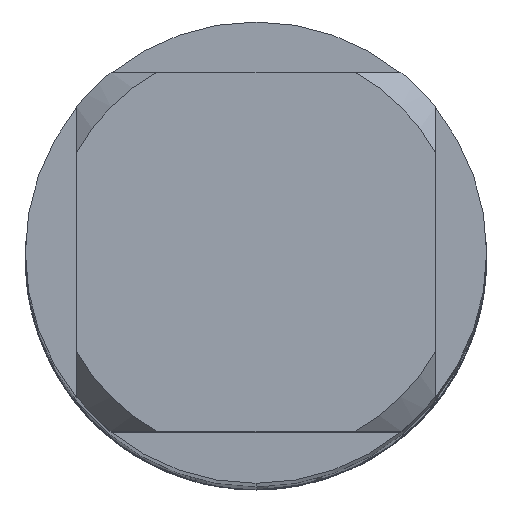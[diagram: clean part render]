
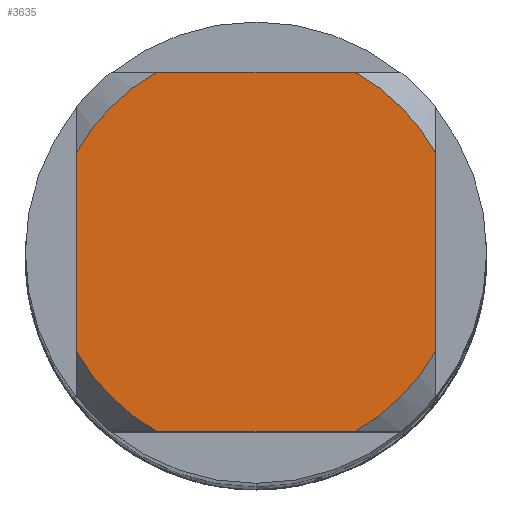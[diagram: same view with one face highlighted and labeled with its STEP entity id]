
A CAD part, top view. The second image highlights one B-rep face of the part: STEP entity #3635.
In plain terms, the highlighted planar face has unit normal (0, 0, 1).
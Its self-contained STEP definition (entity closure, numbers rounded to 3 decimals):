
#1497=EDGE_CURVE('',#3435,#1915,#4323,.T.);
#1771=EDGE_CURVE('',#3667,#2707,#4616,.T.);
#1915=VERTEX_POINT('',#4774);
#1931=VERTEX_POINT('',#4792);
#2649=VERTEX_POINT('',#5572);
#2707=VERTEX_POINT('',#5633);
#2759=EDGE_CURVE('',#4017,#1915,#5694,.T.);
#3015=VERTEX_POINT('',#5969);
#3297=EDGE_CURVE('',#4017,#1931,#6278,.T.);
#3343=EDGE_CURVE('',#3435,#2649,#6329,.T.);
#3349=EDGE_CURVE('',#3015,#2649,#6335,.T.);
#3435=VERTEX_POINT('',#6431);
#3635=ADVANCED_FACE('',(#6649),#6650,.T.);
#3667=VERTEX_POINT('',#6687);
#3829=EDGE_CURVE('',#3667,#1931,#6868,.T.);
#4017=VERTEX_POINT('',#7071);
#4207=EDGE_CURVE('',#3015,#2707,#7276,.T.);
#4323=LINE('',#7562,#7563);
#4616=LINE('',#8346,#8347);
#4774=CARTESIAN_POINT('',(-3.5,-1.936,0.0));
#4792=CARTESIAN_POINT('',(1.936,-3.5,0.0));
#5572=CARTESIAN_POINT('',(-1.936,3.5,0.0));
#5633=CARTESIAN_POINT('',(3.5,1.936,0.0));
#5694=CIRCLE('',#11235,4.0);
#5969=CARTESIAN_POINT('',(1.936,3.5,0.0));
#6278=LINE('',#12701,#12702);
#6329=CIRCLE('',#13051,4.0);
#6335=LINE('',#13060,#13061);
#6431=CARTESIAN_POINT('',(-3.5,1.936,0.0));
#6649=FACE_OUTER_BOUND('',#14217,.T.);
#6650=PLANE('',#14218);
#6687=CARTESIAN_POINT('',(3.5,-1.936,0.0));
#6868=CIRCLE('',#14697,4.0);
#7071=CARTESIAN_POINT('',(-1.936,-3.5,0.0));
#7276=CIRCLE('',#15743,4.0);
#7562=CARTESIAN_POINT('',(-3.5,1.0,0.0));
#7563=VECTOR('',#15900,1.0);
#8346=CARTESIAN_POINT('',(3.5,1.0,0.0));
#8347=VECTOR('',#16146,1.0);
#11235=AXIS2_PLACEMENT_3D('',#17319,#17320,#17321);
#12701=CARTESIAN_POINT('',(0.0,-3.5,0.0));
#12702=VECTOR('',#17935,1.0);
#13051=AXIS2_PLACEMENT_3D('',#18063,#18064,#18065);
#13060=CARTESIAN_POINT('',(0.0,3.5,0.0));
#13061=VECTOR('',#18067,1.0);
#14217=EDGE_LOOP('',(#18479,#18480,#18481,#18482,#18483,#18484,#18485,#18486));
#14218=AXIS2_PLACEMENT_3D('',#18487,#18488,#18489);
#14697=AXIS2_PLACEMENT_3D('',#18755,#18756,#18757);
#15743=AXIS2_PLACEMENT_3D('',#19155,#19156,#19157);
#15900=DIRECTION('',(-0.0,-1.0,0.0));
#16146=DIRECTION('',(-0.0,1.0,0.0));
#17319=CARTESIAN_POINT('',(0.0,0.0,0.0));
#17320=DIRECTION('',(0.0,0.0,-1.0));
#17321=DIRECTION('',(0.0,1.0,0.0));
#17935=DIRECTION('',(1.0,0.0,0.0));
#18063=CARTESIAN_POINT('',(0.0,0.0,0.0));
#18064=DIRECTION('',(0.0,0.0,-1.0));
#18065=DIRECTION('',(0.0,1.0,0.0));
#18067=DIRECTION('',(-1.0,0.0,0.0));
#18479=ORIENTED_EDGE('',*,*,#1497,.T.);
#18480=ORIENTED_EDGE('',*,*,#2759,.F.);
#18481=ORIENTED_EDGE('',*,*,#3297,.T.);
#18482=ORIENTED_EDGE('',*,*,#3829,.F.);
#18483=ORIENTED_EDGE('',*,*,#1771,.T.);
#18484=ORIENTED_EDGE('',*,*,#4207,.F.);
#18485=ORIENTED_EDGE('',*,*,#3349,.T.);
#18486=ORIENTED_EDGE('',*,*,#3343,.F.);
#18487=CARTESIAN_POINT('',(0.0,2.0,0.0));
#18488=DIRECTION('',(-0.0,0.0,1.0));
#18489=DIRECTION('',(0.0,-1.0,0.0));
#18755=CARTESIAN_POINT('',(0.0,0.0,0.0));
#18756=DIRECTION('',(0.0,0.0,-1.0));
#18757=DIRECTION('',(0.0,1.0,0.0));
#19155=CARTESIAN_POINT('',(0.0,0.0,0.0));
#19156=DIRECTION('',(0.0,0.0,-1.0));
#19157=DIRECTION('',(0.0,1.0,0.0));
